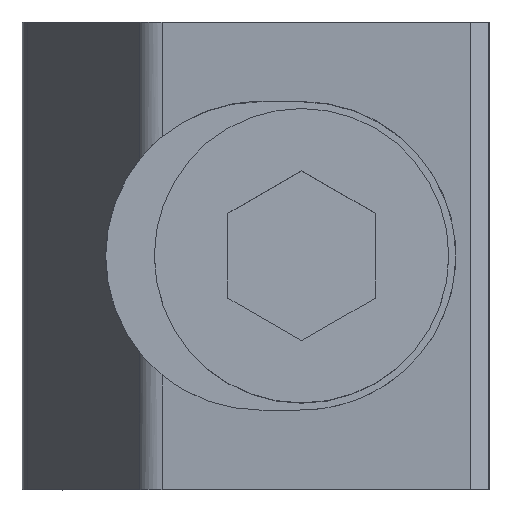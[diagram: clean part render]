
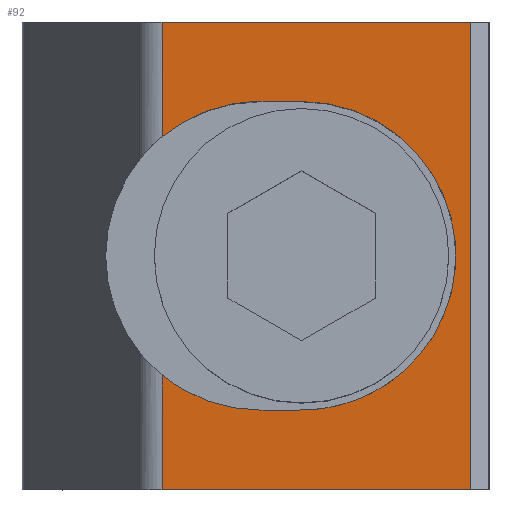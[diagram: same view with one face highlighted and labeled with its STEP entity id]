
A CAD part, top view. The second image highlights one B-rep face of the part: STEP entity #92.
In plain terms, the highlighted planar face has unit normal (-0.097, 0, 0.995).
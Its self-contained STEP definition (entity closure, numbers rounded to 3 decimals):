
#13 = ORIENTED_EDGE ( 'NONE', *, *, #1621, .T. ) ;
#18 = CARTESIAN_POINT ( 'NONE',  ( -7.582, 8.382, 15.962 ) ) ;
#22 = CARTESIAN_POINT ( 'NONE',  ( 16.764, 8.382, 18.326 ) ) ;
#92 = ADVANCED_FACE ( 'NONE', ( #1685 ), #861, .F. ) ;
#98 = VECTOR ( 'NONE', #1516, 1000. ) ;
#121 = EDGE_LOOP ( 'NONE', ( #918, #1227, #644, #1499, #397, #510, #1496, #13, #544, #907 ) ) ;
#158 = LINE ( 'NONE', #722, #1094 ) ;
#162 = LINE ( 'NONE', #18, #1331 ) ;
#176 = CARTESIAN_POINT ( 'NONE',  ( -7.582, 12.7, 15.962 ) ) ;
#222 = EDGE_CURVE ( 'NONE', #1288, #365, #1616, .T. ) ;
#268 = CARTESIAN_POINT ( 'NONE',  ( -7.582, 12.7, 15.962 ) ) ;
#273 = LINE ( 'NONE', #667, #1193 ) ;
#274 = VERTEX_POINT ( 'NONE', #1740 ) ;
#277 = VERTEX_POINT ( 'NONE', #490 ) ;
#281 = VECTOR ( 'NONE', #850, 1000. ) ;
#290 = CARTESIAN_POINT ( 'NONE',  ( -4.221, 8.382, 16.288 ) ) ;
#295 = CARTESIAN_POINT ( 'NONE',  ( 0., -8.382, 16.698 ) ) ;
#346 = EDGE_CURVE ( 'NONE', #629, #1737, #1553, .T. ) ;
#365 = VERTEX_POINT ( 'NONE', #412 ) ;
#397 = ORIENTED_EDGE ( 'NONE', *, *, #1518, .F. ) ;
#412 = CARTESIAN_POINT ( 'NONE',  ( -7.582, -6.476, 15.962 ) ) ;
#423 = AXIS2_PLACEMENT_3D ( 'NONE', #737, #1263, #1270 ) ;
#458 = CARTESIAN_POINT ( 'NONE',  ( -4.221, -8.382, 16.288 ) ) ;
#459 = DIRECTION ( 'NONE',  ( 0., -1., 0. ) ) ;
#471 = CARTESIAN_POINT ( 'NONE',  ( 0., 8.382, 16.698 ) ) ;
#474 = EDGE_CURVE ( 'NONE', #804, #277, #1226, .T. ) ;
#490 = CARTESIAN_POINT ( 'NONE',  ( 9.18, 12.7, 17.59 ) ) ;
#510 = ORIENTED_EDGE ( 'NONE', *, *, #474, .F. ) ;
#520 = EDGE_CURVE ( 'NONE', #1737, #1288, #1395, .T. ) ;
#524 = CARTESIAN_POINT ( 'NONE',  ( 9.18, 12.7, 17.59 ) ) ;
#544 = ORIENTED_EDGE ( 'NONE', *, *, #1170, .T. ) ;
#550 = LINE ( 'NONE', #1100, #98 ) ;
#585 = CARTESIAN_POINT ( 'NONE',  ( -2.261, -8.382, 16.479 ) ) ;
#629 = VERTEX_POINT ( 'NONE', #471 ) ;
#639 = VECTOR ( 'NONE', #1150, 1000. ) ;
#644 = ORIENTED_EDGE ( 'NONE', *, *, #1666, .T. ) ;
#667 = CARTESIAN_POINT ( 'NONE',  ( -7.582, -12.7, 15.962 ) ) ;
#719 = CARTESIAN_POINT ( 'NONE',  ( -7.582, -8.382, 15.962 ) ) ;
#722 = CARTESIAN_POINT ( 'NONE',  ( -7.582, 12.7, 15.962 ) ) ;
#733 = CARTESIAN_POINT ( 'NONE',  ( -6.067, 7.721, 16.109 ) ) ;
#737 = CARTESIAN_POINT ( 'NONE',  ( -7.582, 12.7, 15.962 ) ) ;
#804 = VERTEX_POINT ( 'NONE', #268 ) ;
#835 = CARTESIAN_POINT ( 'NONE',  ( -2.261, 8.382, 16.479 ) ) ;
#850 = DIRECTION ( 'NONE',  ( 0.995, 0., 0.097 ) ) ;
#861 = PLANE ( 'NONE',  #423 ) ;
#869 = CARTESIAN_POINT ( 'NONE',  ( -7.582, -6.476, 15.962 ) ) ;
#884 = CARTESIAN_POINT ( 'NONE',  ( -2.261, -8.382, 16.479 ) ) ;
#907 = ORIENTED_EDGE ( 'NONE', *, *, #346, .T. ) ;
#909 = CARTESIAN_POINT ( 'NONE',  ( 9.18, -12.7, 17.59 ) ) ;
#918 = ORIENTED_EDGE ( 'NONE', *, *, #520, .T. ) ;
#1024 = EDGE_CURVE ( 'NONE', #1085, #1335, #273, .T. ) ;
#1046 = CARTESIAN_POINT ( 'NONE',  ( -7.582, 6.476, 15.962 ) ) ;
#1070 = DIRECTION ( 'NONE',  ( 0., -1., 0. ) ) ;
#1085 = VERTEX_POINT ( 'NONE', #1654 ) ;
#1094 = VECTOR ( 'NONE', #459, 1000. ) ;
#1100 = CARTESIAN_POINT ( 'NONE',  ( -7.582, 12.7, 15.962 ) ) ;
#1150 = DIRECTION ( 'NONE',  ( -0.995, 0., -0.097 ) ) ;
#1170 = EDGE_CURVE ( 'NONE', #274, #629, #162, .T. ) ;
#1193 = VECTOR ( 'NONE', #1476, 1000. ) ;
#1226 = LINE ( 'NONE', #176, #281 ) ;
#1227 = ORIENTED_EDGE ( 'NONE', *, *, #222, .T. ) ;
#1263 = DIRECTION ( 'NONE',  ( 0.097, 0., -0.995 ) ) ;
#1270 = DIRECTION ( 'NONE',  ( -0.995, 0., -0.097 ) ) ;
#1285 = VERTEX_POINT ( 'NONE', #1046 ) ;
#1288 = VERTEX_POINT ( 'NONE', #884 ) ;
#1290 = CARTESIAN_POINT ( 'NONE',  ( -6.067, -7.721, 16.109 ) ) ;
#1307 = CARTESIAN_POINT ( 'NONE',  ( 0., -8.382, 16.698 ) ) ;
#1331 = VECTOR ( 'NONE', #1382, 1000. ) ;
#1335 = VERTEX_POINT ( 'NONE', #909 ) ;
#1382 = DIRECTION ( 'NONE',  ( 0.995, 0., 0.097 ) ) ;
#1395 = LINE ( 'NONE', #719, #639 ) ;
#1476 = DIRECTION ( 'NONE',  ( 0.995, 0., 0.097 ) ) ;
#1496 = ORIENTED_EDGE ( 'NONE', *, *, #1609, .T. ) ;
#1499 = ORIENTED_EDGE ( 'NONE', *, *, #1024, .T. ) ;
#1500 =( BOUNDED_CURVE ( )  B_SPLINE_CURVE ( 3, ( #1545, #733, #290, #835 ),
 .UNSPECIFIED., .F., .F. ) 
 B_SPLINE_CURVE_WITH_KNOTS ( ( 4, 4 ),
 ( 4.025, 4.712 ),
 .UNSPECIFIED. ) 
 CURVE ( )  GEOMETRIC_REPRESENTATION_ITEM ( )  RATIONAL_B_SPLINE_CURVE ( ( 1., 0.961, 0.961, 1. ) ) 
 REPRESENTATION_ITEM ( '' )  );
#1516 = DIRECTION ( 'NONE',  ( 0., -1., 0. ) ) ;
#1518 = EDGE_CURVE ( 'NONE', #277, #1335, #1745, .T. ) ;
#1526 = VECTOR ( 'NONE', #1070, 1000. ) ;
#1545 = CARTESIAN_POINT ( 'NONE',  ( -7.582, 6.476, 15.962 ) ) ;
#1553 =( BOUNDED_CURVE ( )  B_SPLINE_CURVE ( 3, ( #1637, #22, #1631, #295 ),
 .UNSPECIFIED., .F., .F. ) 
 B_SPLINE_CURVE_WITH_KNOTS ( ( 4, 4 ),
 ( 4.712, 7.854 ),
 .UNSPECIFIED. ) 
 CURVE ( )  GEOMETRIC_REPRESENTATION_ITEM ( )  RATIONAL_B_SPLINE_CURVE ( ( 1., 0.333, 0.333, 1. ) ) 
 REPRESENTATION_ITEM ( '' )  );
#1609 = EDGE_CURVE ( 'NONE', #804, #1285, #550, .T. ) ;
#1616 =( BOUNDED_CURVE ( )  B_SPLINE_CURVE ( 3, ( #585, #458, #1290, #869 ),
 .UNSPECIFIED., .F., .F. ) 
 B_SPLINE_CURVE_WITH_KNOTS ( ( 4, 4 ),
 ( 1.571, 2.259 ),
 .UNSPECIFIED. ) 
 CURVE ( )  GEOMETRIC_REPRESENTATION_ITEM ( )  RATIONAL_B_SPLINE_CURVE ( ( 1., 0.961, 0.961, 1. ) ) 
 REPRESENTATION_ITEM ( '' )  );
#1621 = EDGE_CURVE ( 'NONE', #1285, #274, #1500, .T. ) ;
#1631 = CARTESIAN_POINT ( 'NONE',  ( 16.764, -8.382, 18.326 ) ) ;
#1637 = CARTESIAN_POINT ( 'NONE',  ( 0., 8.382, 16.698 ) ) ;
#1654 = CARTESIAN_POINT ( 'NONE',  ( -7.582, -12.7, 15.962 ) ) ;
#1666 = EDGE_CURVE ( 'NONE', #365, #1085, #158, .T. ) ;
#1685 = FACE_OUTER_BOUND ( 'NONE', #121, .T. ) ;
#1737 = VERTEX_POINT ( 'NONE', #1307 ) ;
#1740 = CARTESIAN_POINT ( 'NONE',  ( -2.261, 8.382, 16.479 ) ) ;
#1745 = LINE ( 'NONE', #524, #1526 ) ;
